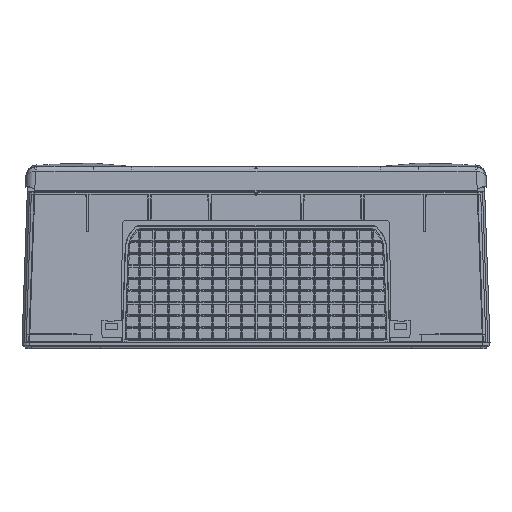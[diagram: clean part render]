
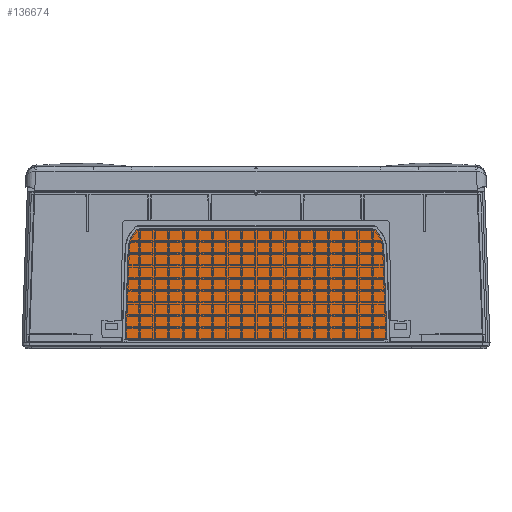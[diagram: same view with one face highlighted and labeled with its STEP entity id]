
A CAD part, front view. The second image highlights one B-rep face of the part: STEP entity #136674.
In plain terms, the highlighted planar face has unit normal (0, -0.999, 0.035).
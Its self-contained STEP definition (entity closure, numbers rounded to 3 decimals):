
#1294 = VERTEX_POINT ( 'NONE', #147661 ) ;
#2777 = CARTESIAN_POINT ( 'NONE',  ( -84.791, -23.684, 65.736 ) ) ;
#5164 = CARTESIAN_POINT ( 'NONE',  ( -81.493, -23.381, 74.393 ) ) ;
#10525 = EDGE_CURVE ( 'NONE', #477974, #117058, #230337, .T. ) ;
#14050 = CARTESIAN_POINT ( 'NONE',  ( 84.868, -23.728, 64.481 ) ) ;
#22733 = B_SPLINE_CURVE_WITH_KNOTS ( 'NONE', 3,
 ( #335553, #340361, #2777, #114510, #303867, #262660, #337947, #413143, #410774, #78108, #415515, #226184, #374342, #451951, #5164, #449598, #376719, #119274, #265036 ),
 .UNSPECIFIED., .F., .F.,
 ( 4, 3, 3, 3, 3, 3, 4 ),
 ( 0., 0.133, 0.266, 0.53, 0.662, 0.794, 1. ),
 .UNSPECIFIED. ) ;
#24684 = CARTESIAN_POINT ( 'NONE',  ( 79.143, -23.289, 77.048 ) ) ;
#26198 = VECTOR ( 'NONE', #285304, 1000. ) ;
#31918 = CARTESIAN_POINT ( 'NONE',  ( 82.507, -23.436, 72.818 ) ) ;
#34312 = CARTESIAN_POINT ( 'NONE',  ( 82.177, -23.418, 73.35 ) ) ;
#36699 = CARTESIAN_POINT ( 'NONE',  ( 84.704, -23.662, 66.356 ) ) ;
#40669 = CARTESIAN_POINT ( 'NONE',  ( -77.745, -23.269, 77.599 ) ) ;
#45215 = CARTESIAN_POINT ( 'NONE',  ( 86.98, -25.84, 3.999 ) ) ;
#53278 = CARTESIAN_POINT ( 'NONE',  ( -86.98, -25.84, 3.999 ) ) ;
#58013 = ORIENTED_EDGE ( 'NONE', *, *, #326366, .F. ) ;
#70795 = CARTESIAN_POINT ( 'NONE',  ( 84.617, -23.64, 66.978 ) ) ;
#78108 = CARTESIAN_POINT ( 'NONE',  ( -83.081, -23.475, 71.704 ) ) ;
#80244 = CARTESIAN_POINT ( 'NONE',  ( -79.143, -23.289, 77.048 ) ) ;
#90328 = ORIENTED_EDGE ( 'NONE', *, *, #433714, .F. ) ;
#100988 = DIRECTION ( 'NONE',  ( 0., 0.035, 0.999 ) ) ;
#101937 = ORIENTED_EDGE ( 'NONE', *, *, #334430, .F. ) ;
#106215 = ORIENTED_EDGE ( 'NONE', *, *, #184876, .F. ) ;
#107196 = CARTESIAN_POINT ( 'NONE',  ( 79.861, -23.312, 76.379 ) ) ;
#109577 = CARTESIAN_POINT ( 'NONE',  ( 81.492, -23.381, 74.395 ) ) ;
#114337 = CARTESIAN_POINT ( 'NONE',  ( 80.517, -23.337, 75.658 ) ) ;
#114510 = CARTESIAN_POINT ( 'NONE',  ( -84.704, -23.662, 66.356 ) ) ;
#117058 = VERTEX_POINT ( 'NONE', #150647 ) ;
#119274 = CARTESIAN_POINT ( 'NONE',  ( -79.859, -23.312, 76.38 ) ) ;
#123435 = AXIS2_PLACEMENT_3D ( 'NONE', #144580, #290337, #100988 ) ;
#126457 = VECTOR ( 'NONE', #193526, 1000. ) ;
#128562 = VECTOR ( 'NONE', #390353, 1000. ) ;
#136674 = ADVANCED_FACE ( 'NONE', ( #369610 ), #192167, .T. ) ;
#137175 = LINE ( 'NONE', #14050, #26198 ) ;
#141219 = CARTESIAN_POINT ( 'NONE',  ( 84.868, -23.728, 64.481 ) ) ;
#144580 = CARTESIAN_POINT ( 'NONE',  ( -77.745, -23.341, 75.551 ) ) ;
#146765 = CARTESIAN_POINT ( 'NONE',  ( 77.745, -23.341, 75.551 ) ) ;
#146966 = VERTEX_POINT ( 'NONE', #45215 ) ;
#147661 = CARTESIAN_POINT ( 'NONE',  ( -77.745, -23.269, 77.599 ) ) ;
#150647 = CARTESIAN_POINT ( 'NONE',  ( 84.868, -23.728, 64.481 ) ) ;
#150755 = CARTESIAN_POINT ( 'NONE',  ( 84.045, -23.555, 69.415 ) ) ;
#152553 = CARTESIAN_POINT ( 'NONE',  ( 77.745, -23.269, 77.599 ) ) ;
#159763 = LINE ( 'NONE', #242203, #128562 ) ;
#182406 = CARTESIAN_POINT ( 'NONE',  ( 84.791, -23.684, 65.735 ) ) ;
#182605 = CARTESIAN_POINT ( 'NONE',  ( -50., -24.165, 51.949 ) ) ;
#183837 = ORIENTED_EDGE ( 'NONE', *, *, #363808, .F. ) ;
#184781 = CARTESIAN_POINT ( 'NONE',  ( 84.346, -23.598, 68.203 ) ) ;
#184876 = EDGE_CURVE ( 'NONE', #271180, #1294, #433675, .T. ) ;
#190473 = ORIENTED_EDGE ( 'NONE', *, *, #347364, .F. ) ;
#192167 = PLANE ( 'NONE',  #221693 ) ;
#193526 = DIRECTION ( 'NONE',  ( 1., 0., 0. ) ) ;
#221693 = AXIS2_PLACEMENT_3D ( 'NONE', #182605, #447213, #296770 ) ;
#226184 = CARTESIAN_POINT ( 'NONE',  ( -82.506, -23.436, 72.819 ) ) ;
#229055 = VERTEX_POINT ( 'NONE', #152553 ) ;
#230337 = B_SPLINE_CURVE_WITH_KNOTS ( 'NONE', 3,
 ( #24684, #107196, #114337, #442266, #109577, #437434, #34312, #31918, #255307, #296574, #325820, #150755, #184781, #298933, #70795, #36699, #182406, #369409, #141219 ),
 .UNSPECIFIED., .F., .F.,
 ( 4, 3, 3, 3, 3, 3, 4 ),
 ( 0., 0.207, 0.339, 0.472, 0.736, 0.868, 1. ),
 .UNSPECIFIED. ) ;
#242203 = CARTESIAN_POINT ( 'NONE',  ( -87.048, -25.908, 2.051 ) ) ;
#251449 = CARTESIAN_POINT ( 'NONE',  ( 88.071, -25.84, 3.999 ) ) ;
#255307 = CARTESIAN_POINT ( 'NONE',  ( 82.81, -23.456, 72.265 ) ) ;
#262660 = CARTESIAN_POINT ( 'NONE',  ( -84.497, -23.619, 67.595 ) ) ;
#265036 = CARTESIAN_POINT ( 'NONE',  ( -79.143, -23.289, 77.048 ) ) ;
#271180 = VERTEX_POINT ( 'NONE', #80244 ) ;
#273767 = EDGE_CURVE ( 'NONE', #1294, #229055, #300505, .T. ) ;
#275699 = ORIENTED_EDGE ( 'NONE', *, *, #10525, .F. ) ;
#285304 = DIRECTION ( 'NONE',  ( 0.035, -0.035, -0.999 ) ) ;
#290337 = DIRECTION ( 'NONE',  ( 0., 0.999, -0.035 ) ) ;
#296574 = CARTESIAN_POINT ( 'NONE',  ( 83.081, -23.475, 71.704 ) ) ;
#296770 = DIRECTION ( 'NONE',  ( 1., 0., 0. ) ) ;
#298933 = CARTESIAN_POINT ( 'NONE',  ( 84.497, -23.619, 67.597 ) ) ;
#300505 = LINE ( 'NONE', #40669, #126457 ) ;
#303594 = CIRCLE ( 'NONE', #443240, 2.049 ) ;
#303867 = CARTESIAN_POINT ( 'NONE',  ( -84.617, -23.64, 66.978 ) ) ;
#321746 = DIRECTION ( 'NONE',  ( 0., 0.035, 0.999 ) ) ;
#324132 = DIRECTION ( 'NONE',  ( 0., 0.999, -0.035 ) ) ;
#325820 = CARTESIAN_POINT ( 'NONE',  ( 83.623, -23.515, 70.582 ) ) ;
#326366 = EDGE_CURVE ( 'NONE', #333826, #451134, #159763, .T. ) ;
#333826 = VERTEX_POINT ( 'NONE', #53278 ) ;
#334430 = EDGE_CURVE ( 'NONE', #146966, #333826, #431229, .T. ) ;
#335553 = CARTESIAN_POINT ( 'NONE',  ( -84.868, -23.728, 64.481 ) ) ;
#337947 = CARTESIAN_POINT ( 'NONE',  ( -84.346, -23.598, 68.203 ) ) ;
#340361 = CARTESIAN_POINT ( 'NONE',  ( -84.846, -23.706, 65.11 ) ) ;
#347364 = EDGE_CURVE ( 'NONE', #451134, #271180, #22733, .T. ) ;
#354597 = CARTESIAN_POINT ( 'NONE',  ( -84.868, -23.728, 64.481 ) ) ;
#360866 = CARTESIAN_POINT ( 'NONE',  ( 79.143, -23.289, 77.048 ) ) ;
#363808 = EDGE_CURVE ( 'NONE', #229055, #477974, #303594, .T. ) ;
#369409 = CARTESIAN_POINT ( 'NONE',  ( 84.846, -23.706, 65.11 ) ) ;
#369610 = FACE_OUTER_BOUND ( 'NONE', #449486, .T. ) ;
#374342 = CARTESIAN_POINT ( 'NONE',  ( -82.177, -23.418, 73.35 ) ) ;
#376719 = CARTESIAN_POINT ( 'NONE',  ( -80.517, -23.337, 75.657 ) ) ;
#390353 = DIRECTION ( 'NONE',  ( 0.035, 0.035, 0.999 ) ) ;
#394829 = DIRECTION ( 'NONE',  ( -1., 0., 0. ) ) ;
#397428 = ORIENTED_EDGE ( 'NONE', *, *, #273767, .F. ) ;
#410774 = CARTESIAN_POINT ( 'NONE',  ( -83.624, -23.515, 70.581 ) ) ;
#413143 = CARTESIAN_POINT ( 'NONE',  ( -84.047, -23.556, 69.405 ) ) ;
#415515 = CARTESIAN_POINT ( 'NONE',  ( -82.808, -23.456, 72.269 ) ) ;
#425223 = VECTOR ( 'NONE', #394829, 1000. ) ;
#431229 = LINE ( 'NONE', #251449, #425223 ) ;
#433675 = CIRCLE ( 'NONE', #123435, 2.049 ) ;
#433714 = EDGE_CURVE ( 'NONE', #117058, #146966, #137175, .T. ) ;
#437434 = CARTESIAN_POINT ( 'NONE',  ( 81.847, -23.399, 73.883 ) ) ;
#442266 = CARTESIAN_POINT ( 'NONE',  ( 81.112, -23.364, 74.887 ) ) ;
#443240 = AXIS2_PLACEMENT_3D ( 'NONE', #146765, #324132, #321746 ) ;
#447213 = DIRECTION ( 'NONE',  ( 0., -0.999, 0.035 ) ) ;
#449486 = EDGE_LOOP ( 'NONE', ( #58013, #101937, #90328, #275699, #183837, #397428, #106215, #190473 ) ) ;
#449598 = CARTESIAN_POINT ( 'NONE',  ( -81.112, -23.364, 74.887 ) ) ;
#451134 = VERTEX_POINT ( 'NONE', #354597 ) ;
#451951 = CARTESIAN_POINT ( 'NONE',  ( -81.849, -23.399, 73.881 ) ) ;
#477974 = VERTEX_POINT ( 'NONE', #360866 ) ;
